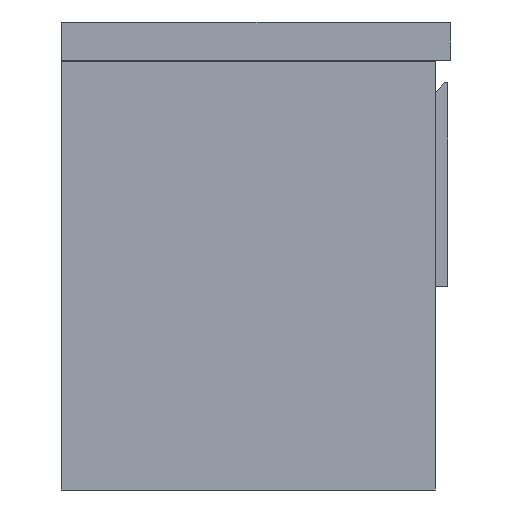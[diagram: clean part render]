
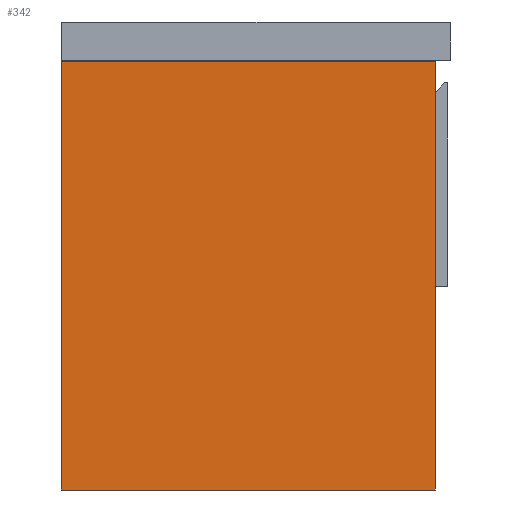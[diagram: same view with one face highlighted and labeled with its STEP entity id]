
A CAD part, left-side view. The second image highlights one B-rep face of the part: STEP entity #342.
In plain terms, the highlighted planar face has unit normal (-1, 0, 0).
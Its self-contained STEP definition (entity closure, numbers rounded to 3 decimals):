
#342=ADVANCED_FACE('',(#418),#1305,.T.);
#418=FACE_OUTER_BOUND('',#494,.T.);
#494=EDGE_LOOP('',(#727,#728,#729,#730));
#727=ORIENTED_EDGE('',*,*,#956,.T.);
#728=ORIENTED_EDGE('',*,*,#957,.T.);
#729=ORIENTED_EDGE('',*,*,#958,.T.);
#730=ORIENTED_EDGE('',*,*,#954,.F.);
#954=EDGE_CURVE('',#1227,#1228,#1117,.T.);
#956=EDGE_CURVE('',#1227,#1229,#1119,.T.);
#957=EDGE_CURVE('',#1229,#1230,#1120,.T.);
#958=EDGE_CURVE('',#1230,#1228,#1121,.T.);
#1117=B_SPLINE_CURVE_WITH_KNOTS('',1,(#1917,#1918),.UNSPECIFIED.,.F.,.F.,
(2,2),(0.,480.),.UNSPECIFIED.);
#1119=B_SPLINE_CURVE_WITH_KNOTS('',1,(#1921,#1922),.UNSPECIFIED.,.F.,.F.,
(2,2),(0.,550.),.UNSPECIFIED.);
#1120=B_SPLINE_CURVE_WITH_KNOTS('',1,(#1923,#1924),.UNSPECIFIED.,.F.,.F.,
(2,2),(0.,480.),.UNSPECIFIED.);
#1121=B_SPLINE_CURVE_WITH_KNOTS('',1,(#1925,#1926),.UNSPECIFIED.,.F.,.F.,
(2,2),(0.,550.),.UNSPECIFIED.);
#1227=VERTEX_POINT('',#1903);
#1228=VERTEX_POINT('',#1904);
#1229=VERTEX_POINT('',#1905);
#1230=VERTEX_POINT('',#1906);
#1305=PLANE('',#1466);
#1466=AXIS2_PLACEMENT_3D('',#1895,#1550,$);
#1550=DIRECTION('',(-1.,0.,0.));
#1895=CARTESIAN_POINT('',(-894.,330.,-48.));
#1903=CARTESIAN_POINT('',(-894.,275.,0.));
#1904=CARTESIAN_POINT('',(-894.,275.,480.));
#1905=CARTESIAN_POINT('',(-894.,-275.,0.));
#1906=CARTESIAN_POINT('',(-894.,-275.,480.));
#1917=CARTESIAN_POINT('',(-894.,275.,0.));
#1918=CARTESIAN_POINT('',(-894.,275.,480.));
#1921=CARTESIAN_POINT('',(-894.,275.,0.));
#1922=CARTESIAN_POINT('',(-894.,-275.,0.));
#1923=CARTESIAN_POINT('',(-894.,-275.,0.));
#1924=CARTESIAN_POINT('',(-894.,-275.,480.));
#1925=CARTESIAN_POINT('',(-894.,-275.,480.));
#1926=CARTESIAN_POINT('',(-894.,275.,480.));
